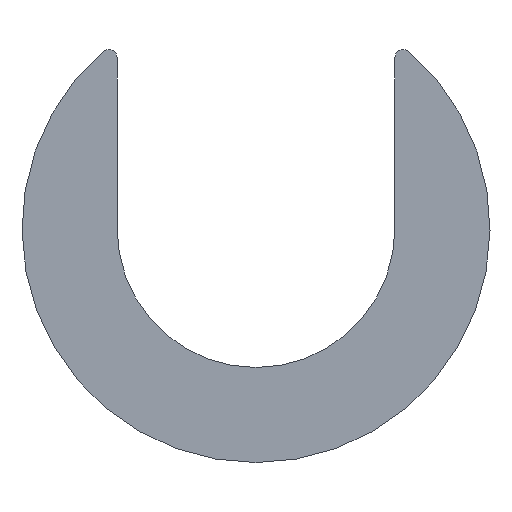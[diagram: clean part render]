
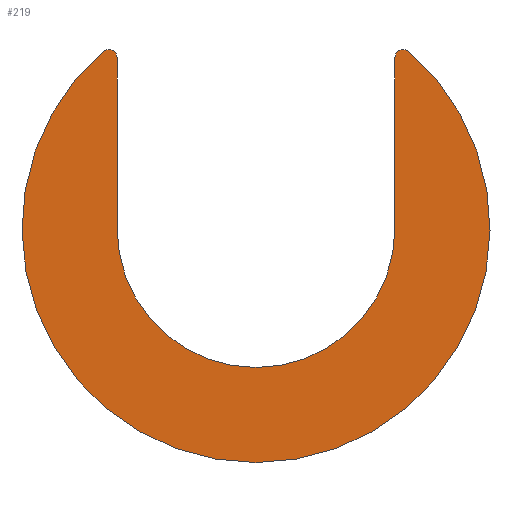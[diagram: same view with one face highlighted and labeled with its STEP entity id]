
A CAD part, front view. The second image highlights one B-rep face of the part: STEP entity #219.
In plain terms, the highlighted planar face has unit normal (0, -1, 0).
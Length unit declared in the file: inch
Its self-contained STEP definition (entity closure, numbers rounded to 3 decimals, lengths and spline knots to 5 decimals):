
#2 = DIRECTION ( 'NONE',  ( 0., 0., 1. ) ) ;
#9 = CARTESIAN_POINT ( 'NONE',  ( -1.6325, 0., 0. ) ) ;
#10 = DIRECTION ( 'NONE',  ( 0., 1., 0. ) ) ;
#16 = CARTESIAN_POINT ( 'NONE',  ( 1.6325, 0., 0. ) ) ;
#17 = DIRECTION ( 'NONE',  ( 0., 0., 1. ) ) ;
#24 = VERTEX_POINT ( 'NONE', #85 ) ;
#27 = ORIENTED_EDGE ( 'NONE', *, *, #351, .F. ) ;
#30 = DIRECTION ( 'NONE',  ( 0., 1., 0. ) ) ;
#39 = LINE ( 'NONE', #9, #58 ) ;
#47 = EDGE_CURVE ( 'NONE', #78, #75, #74, .T. ) ;
#48 = LINE ( 'NONE', #16, #215 ) ;
#50 = ORIENTED_EDGE ( 'NONE', *, *, #246, .T. ) ;
#54 = VERTEX_POINT ( 'NONE', #306 ) ;
#56 = ORIENTED_EDGE ( 'NONE', *, *, #47, .T. ) ;
#58 = VECTOR ( 'NONE', #154, 39.37008 ) ;
#60 = VERTEX_POINT ( 'NONE', #243 ) ;
#66 = CARTESIAN_POINT ( 'NONE',  ( 0., 0., 0. ) ) ;
#74 = CIRCLE ( 'NONE', #222, 1.6325 ) ;
#75 = VERTEX_POINT ( 'NONE', #363 ) ;
#78 = VERTEX_POINT ( 'NONE', #153 ) ;
#85 = CARTESIAN_POINT ( 'NONE',  ( 1.79788, 0., 2.0809 ) ) ;
#88 = AXIS2_PLACEMENT_3D ( 'NONE', #66, #182, #158 ) ;
#92 = CARTESIAN_POINT ( 'NONE',  ( 1.7325, 0., 2.00523 ) ) ;
#97 = CIRCLE ( 'NONE', #107, 2.75 ) ;
#98 = CARTESIAN_POINT ( 'NONE',  ( 0., 0., -2.75 ) ) ;
#99 = EDGE_CURVE ( 'NONE', #348, #78, #272, .T. ) ;
#106 = DIRECTION ( 'NONE',  ( 0., 1., 0. ) ) ;
#107 = AXIS2_PLACEMENT_3D ( 'NONE', #328, #106, #263 ) ;
#109 = DIRECTION ( 'NONE',  ( 0., -1., 0. ) ) ;
#125 = CARTESIAN_POINT ( 'NONE',  ( -1.79788, 0., 2.0809 ) ) ;
#132 = CIRCLE ( 'NONE', #293, 0.1 ) ;
#133 = DIRECTION ( 'NONE',  ( 0., 0., 1. ) ) ;
#134 = AXIS2_PLACEMENT_3D ( 'NONE', #245, #10, #283 ) ;
#142 = ORIENTED_EDGE ( 'NONE', *, *, #345, .F. ) ;
#149 = VERTEX_POINT ( 'NONE', #125 ) ;
#153 = CARTESIAN_POINT ( 'NONE',  ( 0., 0., -1.6325 ) ) ;
#154 = DIRECTION ( 'NONE',  ( 0., 0., 1. ) ) ;
#158 = DIRECTION ( 'NONE',  ( 0., 0., 1. ) ) ;
#159 = DIRECTION ( 'NONE',  ( 0., -1., 0. ) ) ;
#161 = DIRECTION ( 'NONE',  ( 0., 0., 1. ) ) ;
#164 = CARTESIAN_POINT ( 'NONE',  ( 1.6325, 0., 0. ) ) ;
#166 = ORIENTED_EDGE ( 'NONE', *, *, #99, .T. ) ;
#168 = ORIENTED_EDGE ( 'NONE', *, *, #288, .T. ) ;
#170 = CARTESIAN_POINT ( 'NONE',  ( 0., 0., 0. ) ) ;
#182 = DIRECTION ( 'NONE',  ( 0., 1., 0. ) ) ;
#184 = EDGE_CURVE ( 'NONE', #75, #60, #39, .T. ) ;
#185 = AXIS2_PLACEMENT_3D ( 'NONE', #225, #289, #17 ) ;
#214 = PLANE ( 'NONE',  #134 ) ;
#215 = VECTOR ( 'NONE', #133, 39.37008 ) ;
#219 = ADVANCED_FACE ( 'NONE', ( #369 ), #214, .F. ) ;
#220 = ORIENTED_EDGE ( 'NONE', *, *, #319, .F. ) ;
#222 = AXIS2_PLACEMENT_3D ( 'NONE', #170, #30, #2 ) ;
#225 = CARTESIAN_POINT ( 'NONE',  ( 0., 0., 0. ) ) ;
#232 = VERTEX_POINT ( 'NONE', #98 ) ;
#243 = CARTESIAN_POINT ( 'NONE',  ( -1.6325, 0., 2.00523 ) ) ;
#245 = CARTESIAN_POINT ( 'NONE',  ( 0., 0., 0. ) ) ;
#246 = EDGE_CURVE ( 'NONE', #60, #149, #132, .T. ) ;
#263 = DIRECTION ( 'NONE',  ( 0., 0., 1. ) ) ;
#272 = CIRCLE ( 'NONE', #88, 1.6325 ) ;
#283 = DIRECTION ( 'NONE',  ( 0., 0., 1. ) ) ;
#285 = DIRECTION ( 'NONE',  ( 0., 0., 1. ) ) ;
#288 = EDGE_CURVE ( 'NONE', #24, #54, #291, .T. ) ;
#289 = DIRECTION ( 'NONE',  ( 0., 1., 0. ) ) ;
#291 = CIRCLE ( 'NONE', #353, 0.1 ) ;
#293 = AXIS2_PLACEMENT_3D ( 'NONE', #320, #159, #285 ) ;
#306 = CARTESIAN_POINT ( 'NONE',  ( 1.6325, 0., 2.00523 ) ) ;
#319 = EDGE_CURVE ( 'NONE', #232, #149, #343, .T. ) ;
#320 = CARTESIAN_POINT ( 'NONE',  ( -1.7325, 0., 2.00523 ) ) ;
#328 = CARTESIAN_POINT ( 'NONE',  ( 0., 0., 0. ) ) ;
#337 = ORIENTED_EDGE ( 'NONE', *, *, #184, .T. ) ;
#343 = CIRCLE ( 'NONE', #185, 2.75 ) ;
#345 = EDGE_CURVE ( 'NONE', #348, #54, #48, .T. ) ;
#348 = VERTEX_POINT ( 'NONE', #164 ) ;
#351 = EDGE_CURVE ( 'NONE', #24, #232, #97, .T. ) ;
#353 = AXIS2_PLACEMENT_3D ( 'NONE', #92, #109, #161 ) ;
#363 = CARTESIAN_POINT ( 'NONE',  ( -1.6325, 0., 0. ) ) ;
#369 = FACE_OUTER_BOUND ( 'NONE', #384, .T. ) ;
#384 = EDGE_LOOP ( 'NONE', ( #27, #168, #142, #166, #56, #337, #50, #220 ) ) ;
